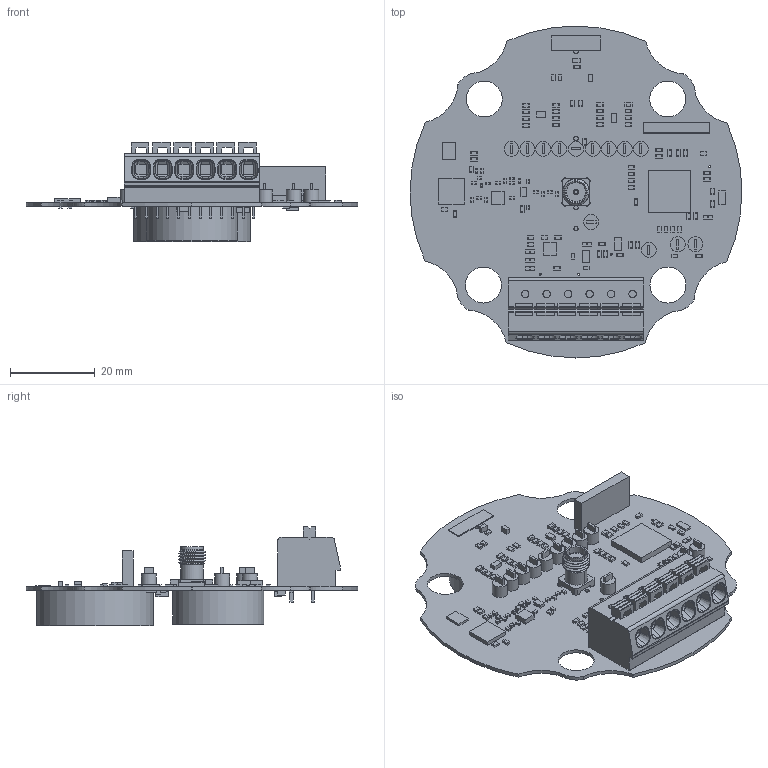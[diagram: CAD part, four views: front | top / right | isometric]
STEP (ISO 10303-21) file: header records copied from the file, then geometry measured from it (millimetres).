
FILE_DESCRIPTION(('Open CASCADE Model'),'2;1');
FILE_NAME('Open CASCADE Shape Model','2019-01-18T11:38:04',('Author'),( 'Open CASCADE'),'Open CASCADE STEP processor 6.8','Open CASCADE 6.8' ,'Unknown');
FILE_SCHEMA(('AUTOMOTIVE_DESIGN { 1 0 10303 214 1 1 1 1 }'));
Length unit declared in the file: millimetre
Products named in the file (233): PCB; Board; Open CASCADE STEP translator 6.8 2.1.1; C50; 6705732544; Extruded; 6705732944; U7; 6704763888; BAT1; 6689573360; Cylinder; GND; 6689571520; 6705740384; J3; c-5-1814832-1-b-3d; J2; c-1986775-6-a-3d; D8; 6689573760; U9; 6704767888; J1; 6705735104; C22; Y2; 6689572560; Y1; 6705736224; U8; 6704768608; U6; 6705733184; U5; 6705731024; U4; 6705729424; U3; 6704768368 ...
Assembly tree (522 placements, depth 4):
  PCB
    Board
      Open CASCADE STEP translator 6.8 2.1.1
    C50
      6705732544
        Extruded
      6705732944  x2
        Extruded
    U7
      6704763888
        Extruded
    BAT1
      6689573360
        Cylinder
    GND
      6689571520
        Cylinder
      6705740384
        Extruded
    J3
      c-5-1814832-1-b-3d
    J2
      c-1986775-6-a-3d
    D8
      6689573760
        Extruded
    U9
      6704767888
        Extruded
    J1
      6705735104
        Extruded
    C22
      6705732944  x2
        Extruded
      6705732544
        Extruded
    Y2
      6689572560
        Extruded
    Y1
      6705736224
        Extruded
    U8
      6704768608
        Extruded
    U6
      6705733184
        Extruded
    U5
      6705731024
        Extruded
    U4
      6705729424
        Extruded
    U3
      6704768368
        Extruded
    U1
      6705083744
Bounding box: 78.51 x 78.51 x 23.56 mm (x, y, z)
Volume: 18095.5 mm3; surface area: 18081.4 mm2
Topology: 340 solids, 340 shells, 2698 faces, 5775 edges, 3775 vertices
Faces by surface type: plane 2288, cylinder 254, bspline 136, cone 20
Full cylindrical faces by diameter (mm): 0.5 x4, 0.52 x13, 1 x2, 1.02 x12, 1.05 x6, 1.07 x2, 1.5 x1, 1.6 x4, 3.54 x13, 8.5 x4, 21.5 x1, 27.7 x1
Entity records: 44108 total; most frequent: CARTESIAN_POINT 14902, DIRECTION 5444, ORIENTED_EDGE 4752, EDGE_CURVE 2376, AXIS2_PLACEMENT_3D 1902, LINE 1640, VECTOR 1640, VERTEX_POINT 1509
